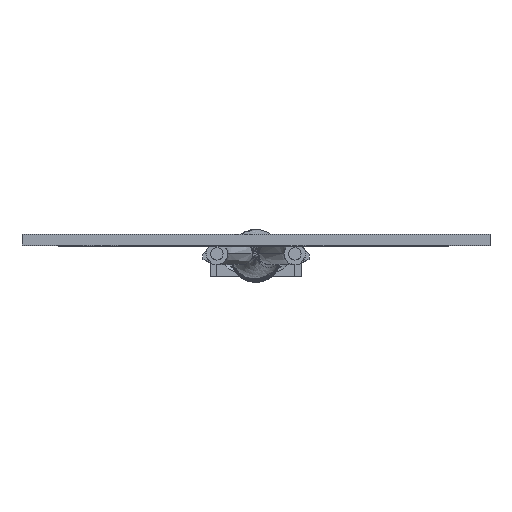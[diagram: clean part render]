
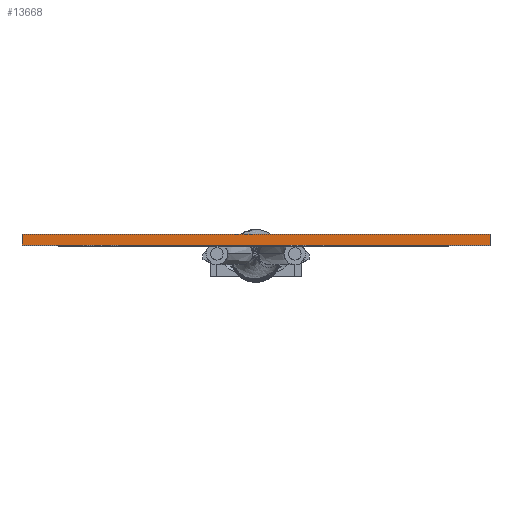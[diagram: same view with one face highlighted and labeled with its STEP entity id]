
A CAD part, top view. The second image highlights one B-rep face of the part: STEP entity #13668.
In plain terms, the highlighted planar face has unit normal (0, 0, 1).
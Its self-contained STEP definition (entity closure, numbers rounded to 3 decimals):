
#50 = CARTESIAN_POINT ( 'NONE',  ( 8.154, 0.625, 120.5 ) ) ;
#137 = CARTESIAN_POINT ( 'NONE',  ( 8.154, 0.625, 120.5 ) ) ;
#410 = DIRECTION ( 'NONE',  ( 0., -1., 0. ) ) ;
#1551 = ORIENTED_EDGE ( 'NONE', *, *, #7150, .F. ) ;
#2140 = CARTESIAN_POINT ( 'NONE',  ( -6.846, 0.975, 120.5 ) ) ;
#2300 = EDGE_CURVE ( 'NONE', #21056, #20684, #5420, .T. ) ;
#3272 = VECTOR ( 'NONE', #8223, 1000. ) ;
#3548 = CARTESIAN_POINT ( 'NONE',  ( 8.154, 0.975, 120.5 ) ) ;
#4965 = DIRECTION ( 'NONE',  ( 0., -1., 0. ) ) ;
#5420 = LINE ( 'NONE', #15415, #10445 ) ;
#5657 = CARTESIAN_POINT ( 'NONE',  ( -6.846, 0.975, 120.5 ) ) ;
#6780 = ORIENTED_EDGE ( 'NONE', *, *, #2300, .F. ) ;
#6844 = FACE_OUTER_BOUND ( 'NONE', #8224, .T. ) ;
#7150 = EDGE_CURVE ( 'NONE', #20684, #10865, #19834, .T. ) ;
#8223 = DIRECTION ( 'NONE',  ( -1., 0., 0. ) ) ;
#8224 = EDGE_LOOP ( 'NONE', ( #8326, #1551, #6780, #18043 ) ) ;
#8326 = ORIENTED_EDGE ( 'NONE', *, *, #14853, .T. ) ;
#8732 = CARTESIAN_POINT ( 'NONE',  ( 8.154, 0.975, 120.5 ) ) ;
#8963 = AXIS2_PLACEMENT_3D ( 'NONE', #19882, #16943, #11634 ) ;
#9201 = VERTEX_POINT ( 'NONE', #5657 ) ;
#10318 = PLANE ( 'NONE',  #8963 ) ;
#10445 = VECTOR ( 'NONE', #410, 1000. ) ;
#10865 = VERTEX_POINT ( 'NONE', #19511 ) ;
#11634 = DIRECTION ( 'NONE',  ( 0., 1., 0. ) ) ;
#11957 = LINE ( 'NONE', #2140, #13736 ) ;
#12015 = EDGE_CURVE ( 'NONE', #21056, #9201, #16981, .T. ) ;
#13668 = ADVANCED_FACE ( 'NONE', ( #6844 ), #10318, .T. ) ;
#13736 = VECTOR ( 'NONE', #4965, 1000. ) ;
#14853 = EDGE_CURVE ( 'NONE', #9201, #10865, #11957, .T. ) ;
#15415 = CARTESIAN_POINT ( 'NONE',  ( 8.154, 0.975, 120.5 ) ) ;
#16943 = DIRECTION ( 'NONE',  ( 0., 0., 1. ) ) ;
#16981 = LINE ( 'NONE', #8732, #18271 ) ;
#18043 = ORIENTED_EDGE ( 'NONE', *, *, #12015, .T. ) ;
#18271 = VECTOR ( 'NONE', #20345, 1000. ) ;
#19511 = CARTESIAN_POINT ( 'NONE',  ( -6.846, 0.625, 120.5 ) ) ;
#19834 = LINE ( 'NONE', #137, #3272 ) ;
#19882 = CARTESIAN_POINT ( 'NONE',  ( 8.154, 0.975, 120.5 ) ) ;
#20345 = DIRECTION ( 'NONE',  ( -1., 0., 0. ) ) ;
#20684 = VERTEX_POINT ( 'NONE', #50 ) ;
#21056 = VERTEX_POINT ( 'NONE', #3548 ) ;
